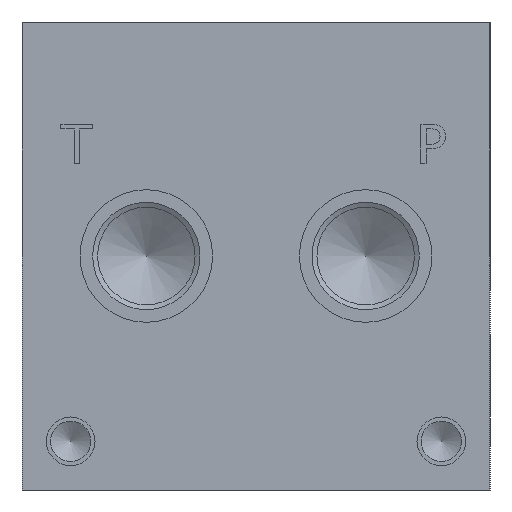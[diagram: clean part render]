
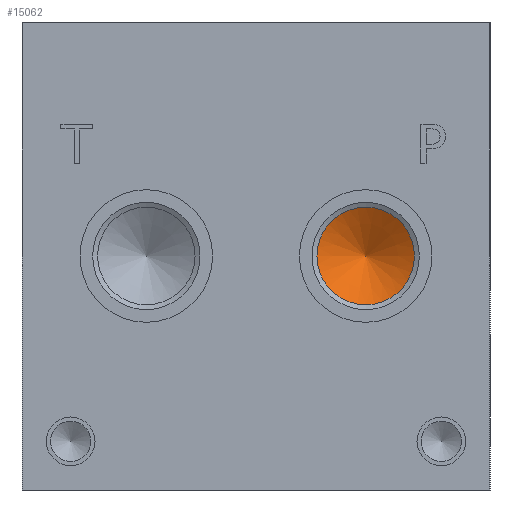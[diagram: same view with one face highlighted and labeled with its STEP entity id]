
A CAD part, left-side view. The second image highlights one B-rep face of the part: STEP entity #15062.
In plain terms, the highlighted conical face has half-angle 60 degrees and reference radius 3.969 mm.
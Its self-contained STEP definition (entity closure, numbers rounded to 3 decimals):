
#163=CONICAL_SURFACE('',#15972,3.969,1.047);
#477=CIRCLE('',#15973,7.938);
#478=CIRCLE('',#15974,7.938);
#1976=FACE_OUTER_BOUND('',#2859,.T.);
#2859=EDGE_LOOP('',(#13099,#13100,#13101,#13102));
#4265=LINE('',#25893,#5620);
#5620=VECTOR('',#19114,3.969);
#7049=VERTEX_POINT('',#25889);
#7050=VERTEX_POINT('',#25890);
#7051=VERTEX_POINT('',#25892);
#9109=EDGE_CURVE('',#7049,#7050,#477,.T.);
#9110=EDGE_CURVE('',#7050,#7051,#4265,.T.);
#9111=EDGE_CURVE('',#7050,#7049,#478,.T.);
#13099=ORIENTED_EDGE('',*,*,#9109,.T.);
#13100=ORIENTED_EDGE('',*,*,#9110,.T.);
#13101=ORIENTED_EDGE('',*,*,#9110,.F.);
#13102=ORIENTED_EDGE('',*,*,#9111,.T.);
#15062=ADVANCED_FACE('',(#1976),#163,.F.);
#15972=AXIS2_PLACEMENT_3D('',#25888,#19110,#19111);
#15973=AXIS2_PLACEMENT_3D('',#25891,#19112,#19113);
#15974=AXIS2_PLACEMENT_3D('',#25894,#19115,#19116);
#19110=DIRECTION('center_axis',(-1.,0.,0.));
#19111=DIRECTION('ref_axis',(0.,1.,0.));
#19112=DIRECTION('center_axis',(-1.,0.,0.));
#19113=DIRECTION('ref_axis',(0.,1.,0.));
#19114=DIRECTION('',(0.5,0.866,0.));
#19115=DIRECTION('center_axis',(-1.,0.,0.));
#19116=DIRECTION('ref_axis',(0.,1.,0.));
#25888=CARTESIAN_POINT('Origin',(34.041,20.244,38.1));
#25889=CARTESIAN_POINT('',(31.75,28.181,38.1));
#25890=CARTESIAN_POINT('',(31.75,12.306,38.1));
#25891=CARTESIAN_POINT('Origin',(31.75,20.244,38.1));
#25892=CARTESIAN_POINT('',(36.333,20.244,38.1));
#25893=CARTESIAN_POINT('',(34.041,16.275,38.1));
#25894=CARTESIAN_POINT('Origin',(31.75,20.244,38.1));
